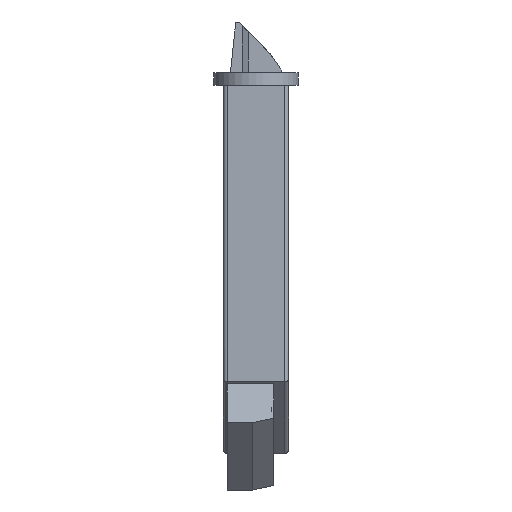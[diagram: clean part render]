
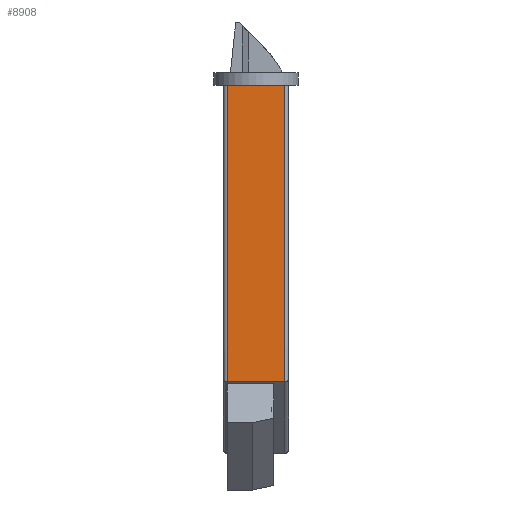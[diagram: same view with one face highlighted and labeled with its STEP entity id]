
A CAD part, front view. The second image highlights one B-rep face of the part: STEP entity #8908.
In plain terms, the highlighted planar face has unit normal (0, -1, 0).
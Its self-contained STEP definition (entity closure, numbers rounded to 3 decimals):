
#439 = AXIS2_PLACEMENT_3D ( 'NONE', #5177, #4178, #5017 ) ;
#672 = EDGE_CURVE ( 'NONE', #10075, #1265, #9801, .T. ) ;
#1265 = VERTEX_POINT ( 'NONE', #5753 ) ;
#1354 = CARTESIAN_POINT ( 'NONE',  ( -6.75, -108., -13. ) ) ;
#1782 = EDGE_LOOP ( 'NONE', ( #10913, #6539, #3198, #6036 ) ) ;
#2976 = VECTOR ( 'NONE', #4817, 1000. ) ;
#3198 = ORIENTED_EDGE ( 'NONE', *, *, #10267, .F. ) ;
#3608 = VERTEX_POINT ( 'NONE', #3620 ) ;
#3620 = CARTESIAN_POINT ( 'NONE',  ( 6.75, -108., -13. ) ) ;
#3977 = DIRECTION ( 'NONE',  ( 0., 0., 1. ) ) ;
#4058 = CARTESIAN_POINT ( 'NONE',  ( -6.75, -108., -13. ) ) ;
#4172 = VECTOR ( 'NONE', #10859, 1000. ) ;
#4178 = DIRECTION ( 'NONE',  ( 0., 1., 0. ) ) ;
#4817 = DIRECTION ( 'NONE',  ( 0., 0., -1. ) ) ;
#5017 = DIRECTION ( 'NONE',  ( 0., 0., 1. ) ) ;
#5177 = CARTESIAN_POINT ( 'NONE',  ( 7.75, -108., -13. ) ) ;
#5666 = CARTESIAN_POINT ( 'NONE',  ( 6.75, -108., -13. ) ) ;
#5753 = CARTESIAN_POINT ( 'NONE',  ( -6.75, -108., 57. ) ) ;
#6036 = ORIENTED_EDGE ( 'NONE', *, *, #9770, .T. ) ;
#6221 = VECTOR ( 'NONE', #7972, 1000. ) ;
#6282 = CARTESIAN_POINT ( 'NONE',  ( 6.75, -108., 57. ) ) ;
#6539 = ORIENTED_EDGE ( 'NONE', *, *, #6774, .T. ) ;
#6774 = EDGE_CURVE ( 'NONE', #1265, #9411, #8319, .T. ) ;
#6828 = PLANE ( 'NONE',  #439 ) ;
#7374 = LINE ( 'NONE', #10117, #4172 ) ;
#7808 = VECTOR ( 'NONE', #3977, 1000. ) ;
#7972 = DIRECTION ( 'NONE',  ( -1., 0., 0. ) ) ;
#8319 = LINE ( 'NONE', #1354, #2976 ) ;
#8908 = ADVANCED_FACE ( 'NONE', ( #9420 ), #6828, .F. ) ;
#9411 = VERTEX_POINT ( 'NONE', #4058 ) ;
#9420 = FACE_OUTER_BOUND ( 'NONE', #1782, .T. ) ;
#9677 = CARTESIAN_POINT ( 'NONE',  ( 7.75, -108., 57. ) ) ;
#9770 = EDGE_CURVE ( 'NONE', #3608, #10075, #10924, .T. ) ;
#9801 = LINE ( 'NONE', #9677, #6221 ) ;
#10075 = VERTEX_POINT ( 'NONE', #6282 ) ;
#10117 = CARTESIAN_POINT ( 'NONE',  ( 7.75, -108., -13. ) ) ;
#10267 = EDGE_CURVE ( 'NONE', #3608, #9411, #7374, .T. ) ;
#10859 = DIRECTION ( 'NONE',  ( -1., 0., 0. ) ) ;
#10913 = ORIENTED_EDGE ( 'NONE', *, *, #672, .T. ) ;
#10924 = LINE ( 'NONE', #5666, #7808 ) ;
